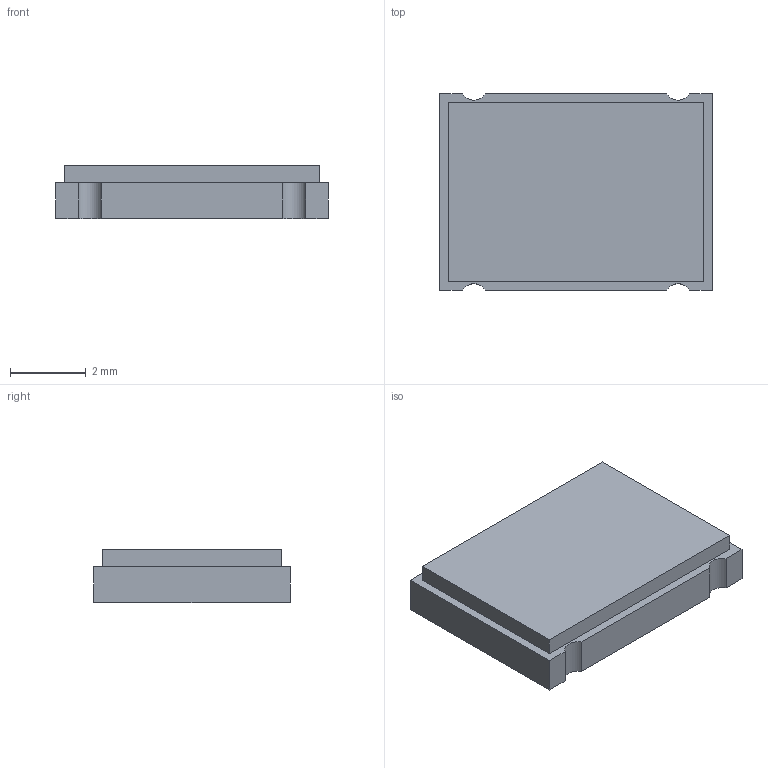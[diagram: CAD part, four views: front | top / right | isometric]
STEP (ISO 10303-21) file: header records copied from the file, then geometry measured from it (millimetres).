
FILE_DESCRIPTION(('FreeCAD Model'),'2;1');
FILE_NAME('LF_SPXO018035.step', '2019-10-27T18:44:02',('Author'),(''), 'Open CASCADE STEP processor 7.3','FreeCAD','Unknown');
FILE_SCHEMA(('AUTOMOTIVE_DESIGN { 1 0 10303 214 1 1 1 1 }'));
Length unit declared in the file: millimetre
Products named in the file (1): union001
Bounding box: 7.2 x 5.2 x 1.4 mm (x, y, z)
Volume: 49.7 mm3; surface area: 108.7 mm2
Topology: 1 solids, 1 shells, 20 faces, 52 edges, 36 vertices
Faces by surface type: plane 16, cylinder 4
Entity records: 768 total; most frequent: CARTESIAN_POINT 109, ORIENTED_EDGE 104, DIRECTION 102, EDGE_CURVE 52, LINE 44, VECTOR 44, VERTEX_POINT 36, AXIS2_PLACEMENT_3D 29
